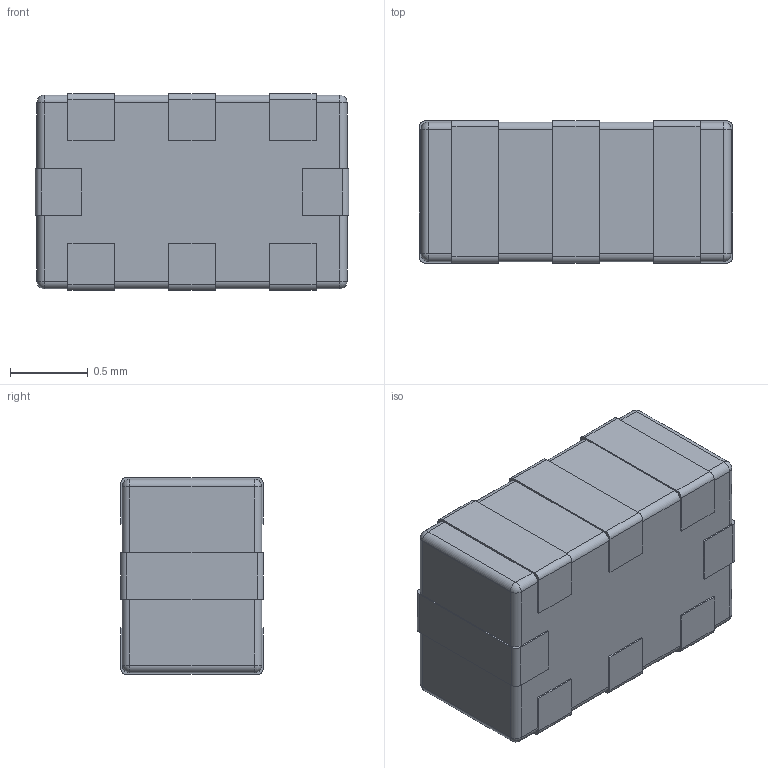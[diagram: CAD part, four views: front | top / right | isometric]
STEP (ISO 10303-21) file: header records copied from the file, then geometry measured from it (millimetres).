
FILE_DESCRIPTION (( 'STEP AP214' ), '1' );
FILE_NAME ('GE0805C-2.STEP', '2023-08-25T08:45:43', ( '' ), ( '' ), 'SwSTEP 2.0', 'SolidWorks 2022', '' );
FILE_SCHEMA (( 'AUTOMOTIVE_DESIGN' ));
Length unit declared in the file: millimetre
Products named in the file (1): GE0805C-2
Bounding box: 2.02 x 0.92 x 1.27 mm (x, y, z)
Volume: 2.3 mm3; surface area: 10.9 mm2
Topology: 1 solids, 1 shells, 127 faces, 356 edges, 224 vertices
Faces by surface type: plane 75, cylinder 44, sphere 8
Entity records: 4604 total; most frequent: CARTESIAN_POINT 700, ORIENTED_EDGE 696, DIRECTION 692, EDGE_CURVE 348, LINE 260, VECTOR 260, VERTEX_POINT 224, AXIS2_PLACEMENT_3D 216
